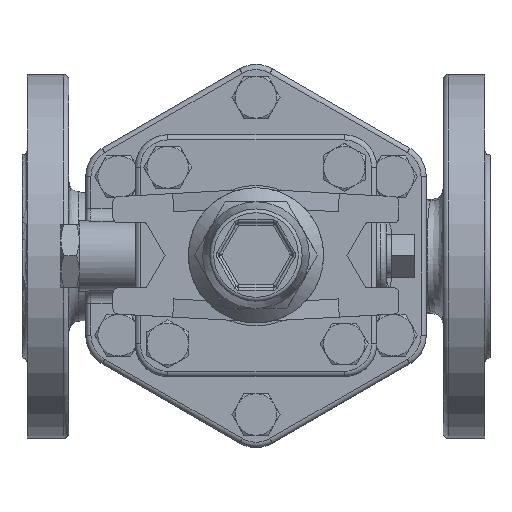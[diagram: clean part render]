
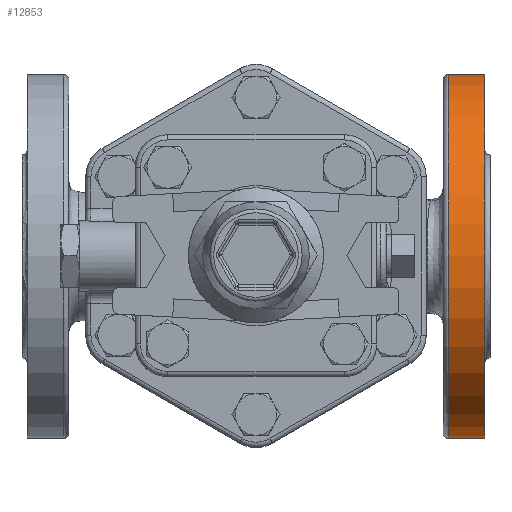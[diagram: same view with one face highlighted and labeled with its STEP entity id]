
A CAD part, top view. The second image highlights one B-rep face of the part: STEP entity #12853.
In plain terms, the highlighted cylindrical face has radius 70 mm (diameter 140 mm), a full revolution.
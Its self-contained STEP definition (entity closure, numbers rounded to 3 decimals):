
#2662=FACE_BOUND('',#4458,.T.);
#3455=FACE_OUTER_BOUND('',#4457,.T.);
#4457=EDGE_LOOP('',(#11728));
#4458=EDGE_LOOP('',(#11729));
#5141=CIRCLE('',#14228,70.);
#5142=CIRCLE('',#14230,70.);
#6323=VERTEX_POINT('',#35005);
#6324=VERTEX_POINT('',#35008);
#8141=EDGE_CURVE('',#6323,#6323,#5141,.T.);
#8142=EDGE_CURVE('',#6324,#6324,#5142,.T.);
#11728=ORIENTED_EDGE('',*,*,#8142,.T.);
#11729=ORIENTED_EDGE('',*,*,#8141,.F.);
#12058=CYLINDRICAL_SURFACE('',#14229,70.);
#12853=ADVANCED_FACE('',(#3455,#2662),#12058,.T.);
#14228=AXIS2_PLACEMENT_3D('',#35006,#17618,#17619);
#14229=AXIS2_PLACEMENT_3D('',#35007,#17620,#17621);
#14230=AXIS2_PLACEMENT_3D('',#35009,#17622,#17623);
#17618=DIRECTION('center_axis',(-1.,0.,0.));
#17619=DIRECTION('ref_axis',(0.,0.,1.));
#17620=DIRECTION('center_axis',(-1.,0.,0.));
#17621=DIRECTION('ref_axis',(0.,0.,1.));
#17622=DIRECTION('center_axis',(-1.,0.,0.));
#17623=DIRECTION('ref_axis',(0.,0.,1.));
#35005=CARTESIAN_POINT('',(74.,0.,-10.));
#35006=CARTESIAN_POINT('Origin',(74.,0.,60.));
#35007=CARTESIAN_POINT('Origin',(90.,0.,60.));
#35008=CARTESIAN_POINT('',(88.,0.,-10.));
#35009=CARTESIAN_POINT('Origin',(88.,0.,60.));
